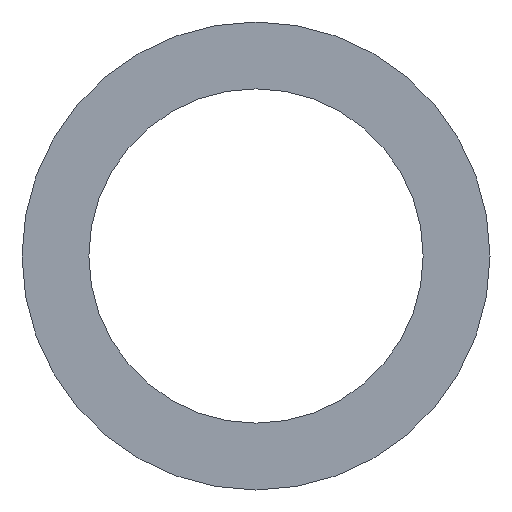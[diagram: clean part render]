
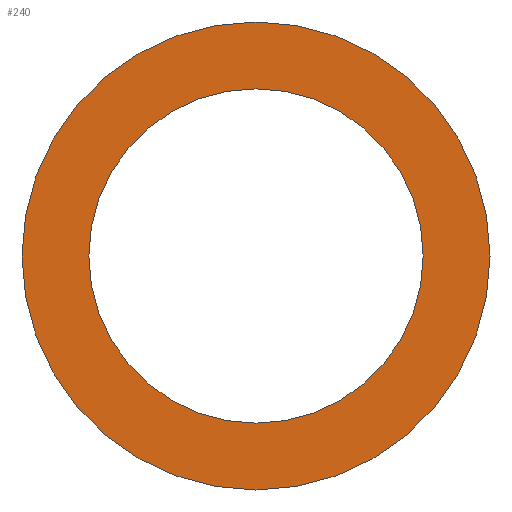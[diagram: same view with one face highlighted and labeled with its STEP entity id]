
A CAD part, left-side view. The second image highlights one B-rep face of the part: STEP entity #240.
In plain terms, the highlighted planar face has unit normal (-1, 0, 0).
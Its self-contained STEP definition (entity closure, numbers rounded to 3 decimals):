
#14 = CIRCLE ( 'NONE', #126, 21. ) ;
#17 = VERTEX_POINT ( 'NONE', #358 ) ;
#20 = CARTESIAN_POINT ( 'NONE',  ( -10.25, 0., 0. ) ) ;
#59 = VERTEX_POINT ( 'NONE', #150 ) ;
#60 = FACE_BOUND ( 'NONE', #80, .T. ) ;
#63 = FACE_OUTER_BOUND ( 'NONE', #317, .T. ) ;
#80 = EDGE_LOOP ( 'NONE', ( #244, #419 ) ) ;
#94 = EDGE_CURVE ( 'NONE', #347, #288, #381, .T. ) ;
#107 = CARTESIAN_POINT ( 'NONE',  ( -10.25, 0., -15. ) ) ;
#111 = ORIENTED_EDGE ( 'NONE', *, *, #135, .T. ) ;
#126 = AXIS2_PLACEMENT_3D ( 'NONE', #170, #139, #275 ) ;
#135 = EDGE_CURVE ( 'NONE', #17, #59, #388, .T. ) ;
#139 = DIRECTION ( 'NONE',  ( -1., 0., 0. ) ) ;
#150 = CARTESIAN_POINT ( 'NONE',  ( -10.25, 0., -21. ) ) ;
#152 = EDGE_CURVE ( 'NONE', #288, #347, #315, .T. ) ;
#155 = DIRECTION ( 'NONE',  ( -1., 0., 0. ) ) ;
#157 = PLANE ( 'NONE',  #278 ) ;
#158 = DIRECTION ( 'NONE',  ( 0., 0., 1. ) ) ;
#160 = DIRECTION ( 'NONE',  ( -1., 0., 0. ) ) ;
#170 = CARTESIAN_POINT ( 'NONE',  ( -10.25, 0., 0. ) ) ;
#173 = CARTESIAN_POINT ( 'NONE',  ( -10.25, 0., 15. ) ) ;
#223 = ORIENTED_EDGE ( 'NONE', *, *, #403, .T. ) ;
#229 = DIRECTION ( 'NONE',  ( -1., 0., 0. ) ) ;
#239 = AXIS2_PLACEMENT_3D ( 'NONE', #20, #362, #424 ) ;
#240 = ADVANCED_FACE ( 'NONE', ( #63, #60 ), #157, .T. ) ;
#244 = ORIENTED_EDGE ( 'NONE', *, *, #152, .F. ) ;
#254 = AXIS2_PLACEMENT_3D ( 'NONE', #259, #229, #158 ) ;
#257 = DIRECTION ( 'NONE',  ( 0., 0., 1. ) ) ;
#259 = CARTESIAN_POINT ( 'NONE',  ( -10.25, 0., 0. ) ) ;
#275 = DIRECTION ( 'NONE',  ( 0., 0., 1. ) ) ;
#278 = AXIS2_PLACEMENT_3D ( 'NONE', #325, #155, #293 ) ;
#288 = VERTEX_POINT ( 'NONE', #173 ) ;
#293 = DIRECTION ( 'NONE',  ( 0., 0., 1. ) ) ;
#298 = CARTESIAN_POINT ( 'NONE',  ( -10.25, 0., 0. ) ) ;
#315 = CIRCLE ( 'NONE', #367, 15. ) ;
#317 = EDGE_LOOP ( 'NONE', ( #111, #223 ) ) ;
#325 = CARTESIAN_POINT ( 'NONE',  ( -10.25, 15., 0. ) ) ;
#347 = VERTEX_POINT ( 'NONE', #107 ) ;
#358 = CARTESIAN_POINT ( 'NONE',  ( -10.25, 0., 21. ) ) ;
#362 = DIRECTION ( 'NONE',  ( -1., 0., 0. ) ) ;
#367 = AXIS2_PLACEMENT_3D ( 'NONE', #298, #160, #257 ) ;
#381 = CIRCLE ( 'NONE', #239, 15. ) ;
#388 = CIRCLE ( 'NONE', #254, 21. ) ;
#403 = EDGE_CURVE ( 'NONE', #59, #17, #14, .T. ) ;
#419 = ORIENTED_EDGE ( 'NONE', *, *, #94, .F. ) ;
#424 = DIRECTION ( 'NONE',  ( 0., 0., 1. ) ) ;
